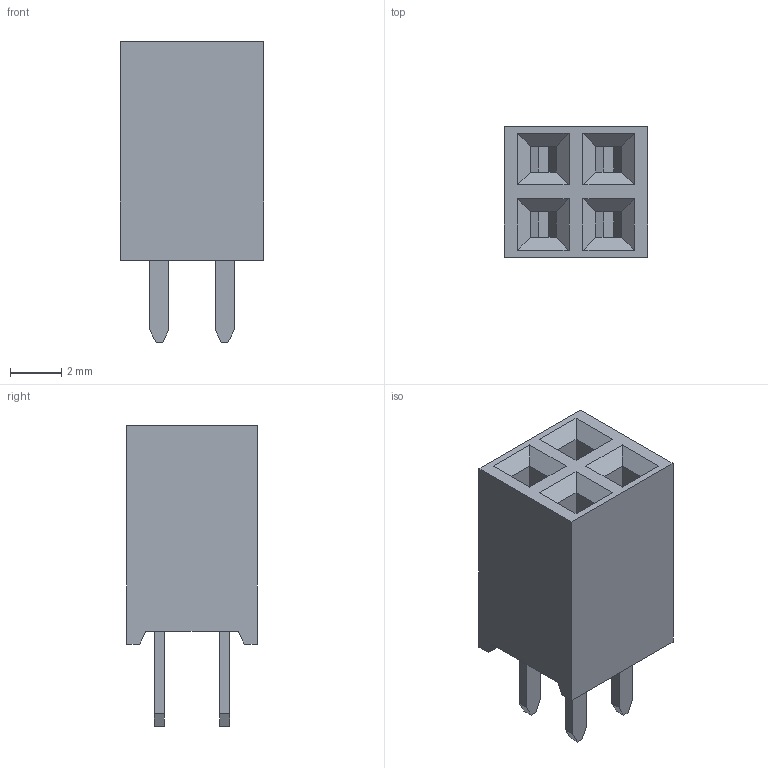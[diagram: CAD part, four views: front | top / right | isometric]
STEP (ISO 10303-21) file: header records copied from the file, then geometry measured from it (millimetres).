
FILE_DESCRIPTION(('for SolidWorks'),'2;1');
FILE_NAME('hdrf-2x2t_2.54x2.54_6x5.step' ,'2016-12-09T13:48:32',('Serg'),(''),'Open CASCADE STEP processor 6.6' ,'DipTrace','Unknown');
FILE_SCHEMA(('AUTOMOTIVE_DESIGN { 1 0 10303 214 1 1 1 1 }'));
Length unit declared in the file: millimetre
Products named in the file (4): ASSEMBLY; hdrf-2x2t_2.54x2.54_6x5; hdrf-2x2t_2.54x2.54_6x5_001; hdrf-2x2t_2.54x2.54_6x5_002
Assembly tree (3 placements, depth 2):
  ASSEMBLY
    hdrf-2x2t_2.54x2.54_6x5
    hdrf-2x2t_2.54x2.54_6x5_001
    hdrf-2x2t_2.54x2.54_6x5_002
Bounding box: 5.58 x 5.08 x 11.7 mm (x, y, z)
Volume: 215.3 mm3; surface area: 456.3 mm2
Topology: 9 solids, 9 shells, 134 faces, 320 edges, 208 vertices
Faces by surface type: plane 134
Entity records: 3911 total; most frequent: CARTESIAN_POINT 666, ORIENTED_EDGE 640, DIRECTION 596, EDGE_CURVE 320, LINE 320, VECTOR 320, VERTEX_POINT 208, AXIS2_PLACEMENT_3D 138
